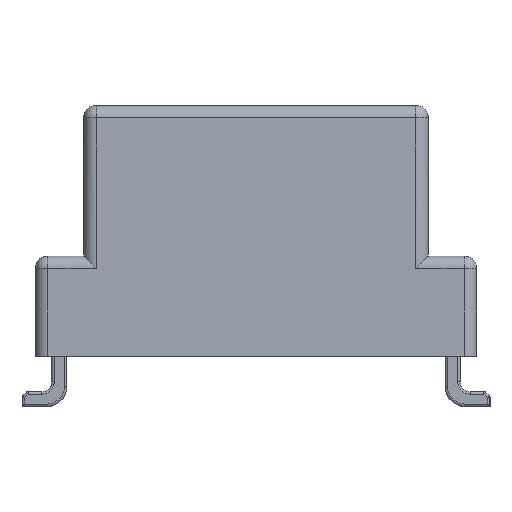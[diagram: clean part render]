
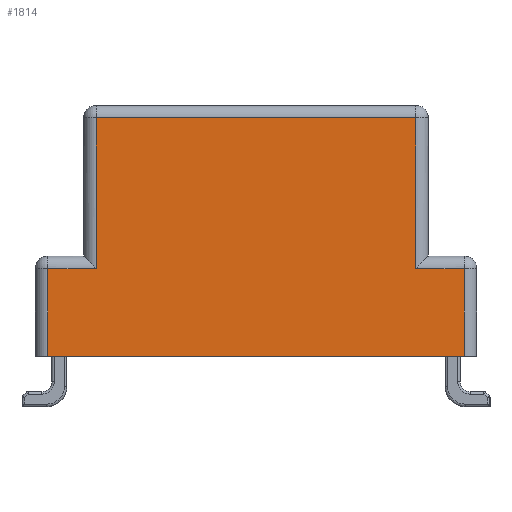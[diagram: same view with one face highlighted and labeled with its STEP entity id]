
A CAD part, left-side view. The second image highlights one B-rep face of the part: STEP entity #1814.
In plain terms, the highlighted planar face has unit normal (-1, 0, 0).
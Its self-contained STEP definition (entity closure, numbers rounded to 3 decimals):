
#471 = VERTEX_POINT('',#472);
#472 = CARTESIAN_POINT('',(-6.35,4.145,1.));
#479 = EDGE_CURVE('',#471,#480,#482,.T.);
#480 = VERTEX_POINT('',#481);
#481 = CARTESIAN_POINT('',(-6.35,-4.145,1.));
#482 = LINE('',#483,#484);
#483 = CARTESIAN_POINT('',(-6.35,4.395,1.));
#484 = VECTOR('',#485,1.);
#485 = DIRECTION('',(0.,-1.,0.));
#1771 = VERTEX_POINT('',#1772);
#1772 = CARTESIAN_POINT('',(-6.35,-4.145,2.75));
#1779 = EDGE_CURVE('',#480,#1771,#1780,.T.);
#1780 = LINE('',#1781,#1782);
#1781 = CARTESIAN_POINT('',(-6.35,-4.145,3.));
#1782 = VECTOR('',#1783,1.);
#1783 = DIRECTION('',(0.,0.,1.));
#1794 = EDGE_CURVE('',#1795,#471,#1797,.T.);
#1795 = VERTEX_POINT('',#1796);
#1796 = CARTESIAN_POINT('',(-6.35,4.145,2.75));
#1797 = LINE('',#1798,#1799);
#1798 = CARTESIAN_POINT('',(-6.35,4.145,3.));
#1799 = VECTOR('',#1800,1.);
#1800 = DIRECTION('',(0.,0.,-1.));
#1814 = ADVANCED_FACE('',(#1815),#1858,.F.);
#1815 = FACE_BOUND('',#1816,.T.);
#1816 = EDGE_LOOP('',(#1817,#1818,#1819,#1827,#1835,#1843,#1851,#1857));
#1817 = ORIENTED_EDGE('',*,*,#479,.T.);
#1818 = ORIENTED_EDGE('',*,*,#1779,.T.);
#1819 = ORIENTED_EDGE('',*,*,#1820,.T.);
#1820 = EDGE_CURVE('',#1771,#1821,#1823,.T.);
#1821 = VERTEX_POINT('',#1822);
#1822 = CARTESIAN_POINT('',(-6.35,-3.18,2.75));
#1823 = LINE('',#1824,#1825);
#1824 = CARTESIAN_POINT('',(-6.35,-3.43,2.75));
#1825 = VECTOR('',#1826,1.);
#1826 = DIRECTION('',(0.,1.,0.));
#1827 = ORIENTED_EDGE('',*,*,#1828,.T.);
#1828 = EDGE_CURVE('',#1821,#1829,#1831,.T.);
#1829 = VERTEX_POINT('',#1830);
#1830 = CARTESIAN_POINT('',(-6.35,-3.18,5.75));
#1831 = LINE('',#1832,#1833);
#1832 = CARTESIAN_POINT('',(-6.35,-3.18,3.));
#1833 = VECTOR('',#1834,1.);
#1834 = DIRECTION('',(0.,0.,1.));
#1835 = ORIENTED_EDGE('',*,*,#1836,.T.);
#1836 = EDGE_CURVE('',#1829,#1837,#1839,.T.);
#1837 = VERTEX_POINT('',#1838);
#1838 = CARTESIAN_POINT('',(-6.35,3.18,5.75));
#1839 = LINE('',#1840,#1841);
#1840 = CARTESIAN_POINT('',(-6.35,3.43,5.75));
#1841 = VECTOR('',#1842,1.);
#1842 = DIRECTION('',(0.,1.,0.));
#1843 = ORIENTED_EDGE('',*,*,#1844,.T.);
#1844 = EDGE_CURVE('',#1837,#1845,#1847,.T.);
#1845 = VERTEX_POINT('',#1846);
#1846 = CARTESIAN_POINT('',(-6.35,3.18,2.75));
#1847 = LINE('',#1848,#1849);
#1848 = CARTESIAN_POINT('',(-6.35,3.18,3.));
#1849 = VECTOR('',#1850,1.);
#1850 = DIRECTION('',(0.,0.,-1.));
#1851 = ORIENTED_EDGE('',*,*,#1852,.T.);
#1852 = EDGE_CURVE('',#1845,#1795,#1853,.T.);
#1853 = LINE('',#1854,#1855);
#1854 = CARTESIAN_POINT('',(-6.35,4.395,2.75));
#1855 = VECTOR('',#1856,1.);
#1856 = DIRECTION('',(0.,1.,0.));
#1857 = ORIENTED_EDGE('',*,*,#1794,.T.);
#1858 = PLANE('',#1859);
#1859 = AXIS2_PLACEMENT_3D('',#1860,#1861,#1862);
#1860 = CARTESIAN_POINT('',(-6.35,4.395,3.));
#1861 = DIRECTION('',(1.,0.,0.));
#1862 = DIRECTION('',(0.,1.,0.));
